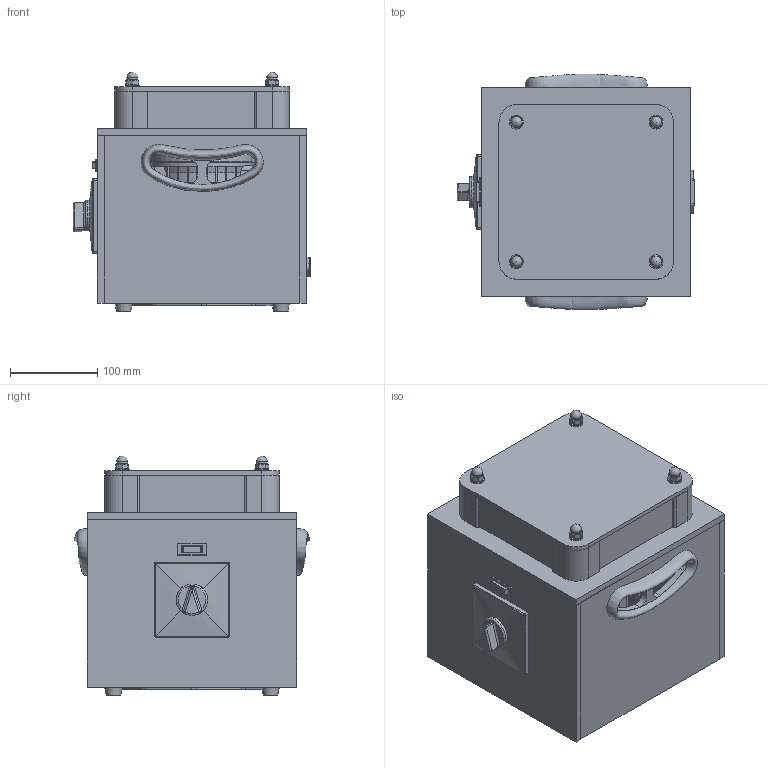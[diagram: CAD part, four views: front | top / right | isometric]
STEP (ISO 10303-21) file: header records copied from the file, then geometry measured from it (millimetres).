
FILE_DESCRIPTION(('FreeCAD Model'),'2;1');
FILE_NAME('Open CASCADE Shape Model','2025-05-04T13:05:58',('FreeCAD'),( 'FreeCAD'),'Open CASCADE STEP processor 7.6','FreeCAD','Unknown');
FILE_SCHEMA(('AUTOMOTIVE_DESIGN { 1 0 10303 214 1 1 1 1 }'));
Products named in the file (1): Open CASCADE STEP translator 7.6 1
Bounding box: 272.6 x 269.86 x 274.6 mm (x, y, z)
Volume: 5025545.1 mm3; surface area: 1238280.4 mm2
Topology: 157 solids, 162 shells, 3802 faces, 9428 edges, 6035 vertices
Faces by surface type: plane 1967, cylinder 1263, cone 403, bspline 114, torus 39, sphere 14, revolution 2
Full cylindrical faces by diameter (mm): 1.2 x3, 1.5 x14, 1.6 x3, 2.459 x20, 2.5 x10, 3 x28, 3.2 x26, 3.242 x8, 3.5 x40, 4 x20, 4.134 x1, 4.3 x8, 4.5 x12, 5 x12, 5.3 x1, 5.5 x8, 5.6 x16, 6 x4, 6.647 x8, 7 x36, 8 x8, 8.4 x8, 9 x20, 11.5 x4, 12.5 x4, 14 x1, 15 x1, 16 x9, 18 x4, 20 x2
Entity records: 159081 total; most frequent: CARTESIAN_POINT 69941, ORIENTED_EDGE 18784, DIRECTION 17854, EDGE_CURVE 9394, AXIS2_PLACEMENT_3D 6683, VERTEX_POINT 6035, LINE 4486, VECTOR 4486
